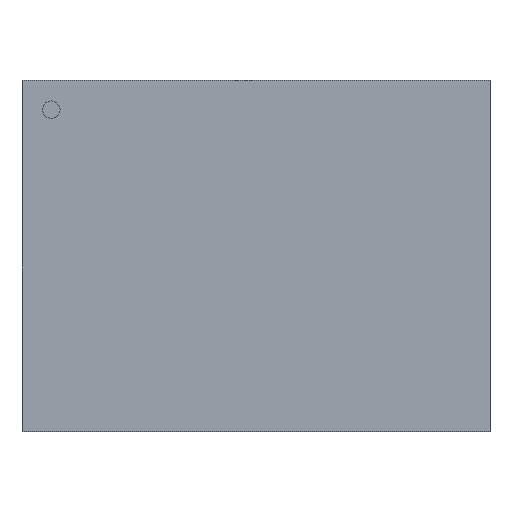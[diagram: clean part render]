
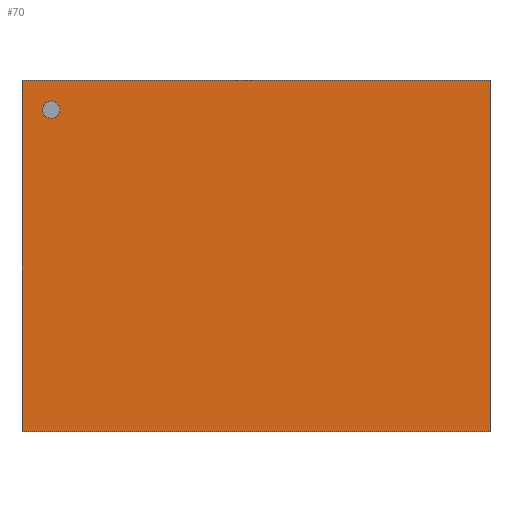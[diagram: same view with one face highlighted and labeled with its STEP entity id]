
A CAD part, top view. The second image highlights one B-rep face of the part: STEP entity #70.
In plain terms, the highlighted planar face has unit normal (0, 0, 1).
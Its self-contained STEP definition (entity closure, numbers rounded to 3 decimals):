
#70 = ADVANCED_FACE( '', ( #170, #171 ), #172, .T. );
#170 = FACE_OUTER_BOUND( '', #299, .T. );
#171 = FACE_BOUND( '', #300, .T. );
#172 = PLANE( '', #301 );
#299 = EDGE_LOOP( '', ( #437, #438, #439, #440 ) );
#300 = EDGE_LOOP( '', ( #441 ) );
#301 = AXIS2_PLACEMENT_3D( '', #442, #443, #444 );
#437 = ORIENTED_EDGE( '', *, *, #808, .T. );
#438 = ORIENTED_EDGE( '', *, *, #809, .T. );
#439 = ORIENTED_EDGE( '', *, *, #810, .T. );
#440 = ORIENTED_EDGE( '', *, *, #811, .T. );
#441 = ORIENTED_EDGE( '', *, *, #812, .T. );
#442 = CARTESIAN_POINT( '', ( 0., 0., 0.75 ) );
#443 = DIRECTION( '', ( 0., 0., 1. ) );
#444 = DIRECTION( '', ( 1., 0., 0. ) );
#808 = EDGE_CURVE( '', #970, #971, #972, .T. );
#809 = EDGE_CURVE( '', #971, #973, #974, .T. );
#810 = EDGE_CURVE( '', #973, #975, #976, .T. );
#811 = EDGE_CURVE( '', #975, #970, #977, .T. );
#812 = EDGE_CURVE( '', #978, #978, #979, .T. );
#970 = VERTEX_POINT( '', #1206 );
#971 = VERTEX_POINT( '', #1207 );
#972 = LINE( '', #1208, #1209 );
#973 = VERTEX_POINT( '', #1210 );
#974 = LINE( '', #1211, #1212 );
#975 = VERTEX_POINT( '', #1213 );
#976 = LINE( '', #1214, #1215 );
#977 = LINE( '', #1216, #1217 );
#978 = VERTEX_POINT( '', #1218 );
#979 = CIRCLE( '', #1219, 0.15 );
#1206 = CARTESIAN_POINT( '', ( 4., -3., 0.75 ) );
#1207 = CARTESIAN_POINT( '', ( 4., 3., 0.75 ) );
#1208 = CARTESIAN_POINT( '', ( 4., -3., 0.75 ) );
#1209 = VECTOR( '', #1510, 1000. );
#1210 = CARTESIAN_POINT( '', ( -4., 3., 0.75 ) );
#1211 = CARTESIAN_POINT( '', ( 4., 3., 0.75 ) );
#1212 = VECTOR( '', #1511, 1000. );
#1213 = CARTESIAN_POINT( '', ( -4., -3., 0.75 ) );
#1214 = CARTESIAN_POINT( '', ( -4., 3., 0.75 ) );
#1215 = VECTOR( '', #1512, 1000. );
#1216 = CARTESIAN_POINT( '', ( -4., -3., 0.75 ) );
#1217 = VECTOR( '', #1513, 1000. );
#1218 = CARTESIAN_POINT( '', ( -3.35, 2.5, 0.75 ) );
#1219 = AXIS2_PLACEMENT_3D( '', #1514, #1515, #1516 );
#1510 = DIRECTION( '', ( 0., 1., 0. ) );
#1511 = DIRECTION( '', ( -1., 0., 0. ) );
#1512 = DIRECTION( '', ( 0., -1., 0. ) );
#1513 = DIRECTION( '', ( 1., 0., 0. ) );
#1514 = CARTESIAN_POINT( '', ( -3.5, 2.5, 0.75 ) );
#1515 = DIRECTION( '', ( 0., 0., -1. ) );
#1516 = DIRECTION( '', ( 1., 0., 0. ) );
